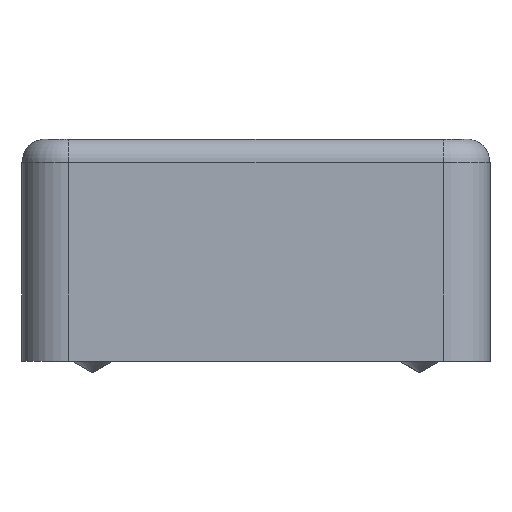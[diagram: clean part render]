
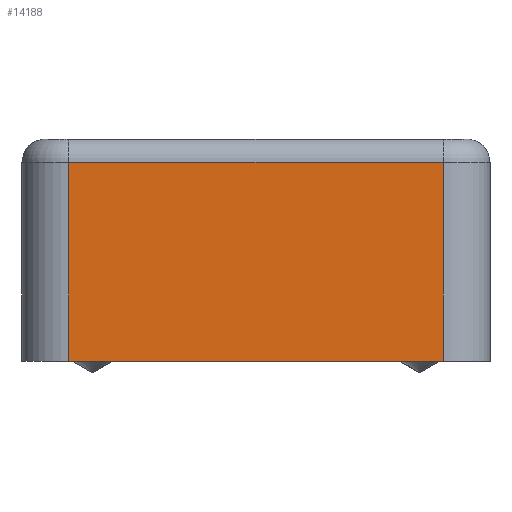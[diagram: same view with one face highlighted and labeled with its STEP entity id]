
A CAD part, front view. The second image highlights one B-rep face of the part: STEP entity #14188.
In plain terms, the highlighted planar face has unit normal (0, -1, 0).
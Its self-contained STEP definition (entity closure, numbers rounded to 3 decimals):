
#536 = DIRECTION ( 'NONE',  ( 0., 0., 1. ) ) ;
#641 = VECTOR ( 'NONE', #7015, 1000. ) ;
#743 = VECTOR ( 'NONE', #14174, 1000. ) ;
#2315 = ORIENTED_EDGE ( 'NONE', *, *, #15609, .T. ) ;
#2367 = DIRECTION ( 'NONE',  ( 0., 1., 0. ) ) ;
#3456 = EDGE_LOOP ( 'NONE', ( #12360, #13933, #2315, #13777 ) ) ;
#3700 = CARTESIAN_POINT ( 'NONE',  ( 8., -46.5, 9.5 ) ) ;
#4528 = PLANE ( 'NONE',  #12816 ) ;
#4706 = EDGE_CURVE ( 'NONE', #11771, #5761, #8081, .T. ) ;
#4803 = DIRECTION ( 'NONE',  ( 0., 0., 1. ) ) ;
#4880 = VECTOR ( 'NONE', #7581, 1000. ) ;
#5761 = VERTEX_POINT ( 'NONE', #14175 ) ;
#6956 = VECTOR ( 'NONE', #536, 1000. ) ;
#6985 = LINE ( 'NONE', #12895, #743 ) ;
#7015 = DIRECTION ( 'NONE',  ( 1., 0., 0. ) ) ;
#7332 = LINE ( 'NONE', #12627, #6956 ) ;
#7581 = DIRECTION ( 'NONE',  ( 0., 0., -1. ) ) ;
#8081 = LINE ( 'NONE', #3700, #4880 ) ;
#8325 = EDGE_CURVE ( 'NONE', #8677, #11509, #7332, .T. ) ;
#8677 = VERTEX_POINT ( 'NONE', #10851 ) ;
#8978 = LINE ( 'NONE', #14250, #641 ) ;
#9769 = CARTESIAN_POINT ( 'NONE',  ( 8., -46.5, 8.5 ) ) ;
#10851 = CARTESIAN_POINT ( 'NONE',  ( -8., -46.5, 0. ) ) ;
#11509 = VERTEX_POINT ( 'NONE', #13892 ) ;
#11771 = VERTEX_POINT ( 'NONE', #9769 ) ;
#12360 = ORIENTED_EDGE ( 'NONE', *, *, #13145, .F. ) ;
#12627 = CARTESIAN_POINT ( 'NONE',  ( -8., -46.5, 9.5 ) ) ;
#12816 = AXIS2_PLACEMENT_3D ( 'NONE', #14351, #2367, #4803 ) ;
#12895 = CARTESIAN_POINT ( 'NONE',  ( -8., -46.5, 8.5 ) ) ;
#13145 = EDGE_CURVE ( 'NONE', #11509, #11771, #6985, .T. ) ;
#13777 = ORIENTED_EDGE ( 'NONE', *, *, #4706, .F. ) ;
#13892 = CARTESIAN_POINT ( 'NONE',  ( -8., -46.5, 8.5 ) ) ;
#13933 = ORIENTED_EDGE ( 'NONE', *, *, #8325, .F. ) ;
#14174 = DIRECTION ( 'NONE',  ( 1., 0., 0. ) ) ;
#14175 = CARTESIAN_POINT ( 'NONE',  ( 8., -46.5, 0. ) ) ;
#14188 = ADVANCED_FACE ( 'NONE', ( #14922 ), #4528, .F. ) ;
#14250 = CARTESIAN_POINT ( 'NONE',  ( 8., -46.5, 0. ) ) ;
#14351 = CARTESIAN_POINT ( 'NONE',  ( -8., -46.5, 9.5 ) ) ;
#14922 = FACE_OUTER_BOUND ( 'NONE', #3456, .T. ) ;
#15609 = EDGE_CURVE ( 'NONE', #8677, #5761, #8978, .T. ) ;
